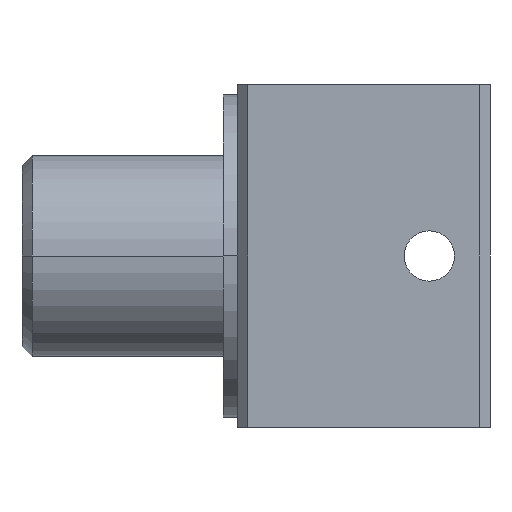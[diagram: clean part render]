
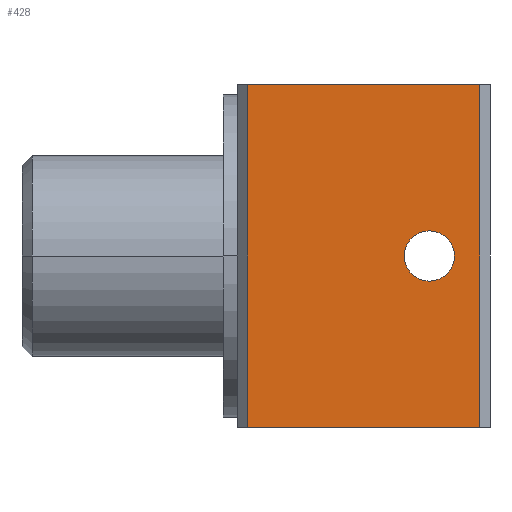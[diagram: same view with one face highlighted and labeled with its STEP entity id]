
A CAD part, front view. The second image highlights one B-rep face of the part: STEP entity #428.
In plain terms, the highlighted planar face has unit normal (0, -1, 0).
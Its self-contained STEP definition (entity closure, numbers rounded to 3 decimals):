
#192 = AXIS2_PLACEMENT_3D ( 'NONE', #449, #447, #446 ) ;
#200 = AXIS2_PLACEMENT_3D ( 'NONE', #1509, #1522, #1515 ) ;
#301 = EDGE_CURVE ( 'NONE', #584, #645, #1082, .T. ) ;
#327 = AXIS2_PLACEMENT_3D ( 'NONE', #703, #711, #780 ) ;
#343 = EDGE_CURVE ( 'NONE', #629, #620, #1034, .T. ) ;
#360 = EDGE_CURVE ( 'NONE', #620, #582, #1031, .T. ) ;
#363 = EDGE_CURVE ( 'NONE', #582, #579, #1015, .T. ) ;
#364 = EDGE_CURVE ( 'NONE', #645, #584, #1007, .T. ) ;
#369 = EDGE_CURVE ( 'NONE', #629, #579, #1016, .T. ) ;
#428 = ADVANCED_FACE ( 'NONE', ( #996, #1004 ), #743, .T. ) ;
#444 = DIRECTION ( 'NONE',  ( 1., 0., 0. ) ) ;
#445 = CARTESIAN_POINT ( 'NONE',  ( -25.075, -52.5, 17. ) ) ;
#446 = DIRECTION ( 'NONE',  ( 0., 0., 1. ) ) ;
#447 = DIRECTION ( 'NONE',  ( 0., 1., 0. ) ) ;
#449 = CARTESIAN_POINT ( 'NONE',  ( -6.03, -52.5, 0. ) ) ;
#492 = CARTESIAN_POINT ( 'NONE',  ( -25.075, -52.5, -17. ) ) ;
#495 = CARTESIAN_POINT ( 'NONE',  ( -24.075, -52.5, -17. ) ) ;
#496 = CARTESIAN_POINT ( 'NONE',  ( -1., -52.5, -17. ) ) ;
#498 = DIRECTION ( 'NONE',  ( 1., 0., 0. ) ) ;
#502 = DIRECTION ( 'NONE',  ( 0., 0., 1. ) ) ;
#503 = DIRECTION ( 'NONE',  ( 0., 0., -1. ) ) ;
#579 = VERTEX_POINT ( 'NONE', #666 ) ;
#582 = VERTEX_POINT ( 'NONE', #664 ) ;
#584 = VERTEX_POINT ( 'NONE', #778 ) ;
#620 = VERTEX_POINT ( 'NONE', #774 ) ;
#629 = VERTEX_POINT ( 'NONE', #718 ) ;
#645 = VERTEX_POINT ( 'NONE', #824 ) ;
#664 = CARTESIAN_POINT ( 'NONE',  ( -1., -52.5, -17. ) ) ;
#666 = CARTESIAN_POINT ( 'NONE',  ( -1., -52.5, 17. ) ) ;
#703 = CARTESIAN_POINT ( 'NONE',  ( -25.075, -52.5, -17. ) ) ;
#711 = DIRECTION ( 'NONE',  ( 0., -1., 0. ) ) ;
#718 = CARTESIAN_POINT ( 'NONE',  ( -24.075, -52.5, 17. ) ) ;
#743 = PLANE ( 'NONE',  #327 ) ;
#774 = CARTESIAN_POINT ( 'NONE',  ( -24.075, -52.5, -17. ) ) ;
#778 = CARTESIAN_POINT ( 'NONE',  ( -6.03, -52.5, -2.5 ) ) ;
#780 = DIRECTION ( 'NONE',  ( 0., 0., -1. ) ) ;
#824 = CARTESIAN_POINT ( 'NONE',  ( -6.03, -52.5, 2.5 ) ) ;
#996 = FACE_BOUND ( 'NONE', #1305, .T. ) ;
#1004 = FACE_OUTER_BOUND ( 'NONE', #1312, .T. ) ;
#1007 = CIRCLE ( 'NONE', #192, 2.5 ) ;
#1011 = VECTOR ( 'NONE', #502, 1000. ) ;
#1015 = LINE ( 'NONE', #496, #1011 ) ;
#1016 = LINE ( 'NONE', #445, #1029 ) ;
#1029 = VECTOR ( 'NONE', #444, 1000. ) ;
#1031 = LINE ( 'NONE', #492, #1042 ) ;
#1033 = VECTOR ( 'NONE', #503, 1000. ) ;
#1034 = LINE ( 'NONE', #495, #1033 ) ;
#1042 = VECTOR ( 'NONE', #498, 1000. ) ;
#1082 = CIRCLE ( 'NONE', #200, 2.5 ) ;
#1305 = EDGE_LOOP ( 'NONE', ( #1346, #1347 ) ) ;
#1312 = EDGE_LOOP ( 'NONE', ( #1348, #1349, #1350, #1351 ) ) ;
#1346 = ORIENTED_EDGE ( 'NONE', *, *, #364, .T. ) ;
#1347 = ORIENTED_EDGE ( 'NONE', *, *, #301, .T. ) ;
#1348 = ORIENTED_EDGE ( 'NONE', *, *, #369, .F. ) ;
#1349 = ORIENTED_EDGE ( 'NONE', *, *, #343, .T. ) ;
#1350 = ORIENTED_EDGE ( 'NONE', *, *, #360, .T. ) ;
#1351 = ORIENTED_EDGE ( 'NONE', *, *, #363, .T. ) ;
#1509 = CARTESIAN_POINT ( 'NONE',  ( -6.03, -52.5, 0. ) ) ;
#1515 = DIRECTION ( 'NONE',  ( 0., 0., 1. ) ) ;
#1522 = DIRECTION ( 'NONE',  ( 0., 1., 0. ) ) ;
